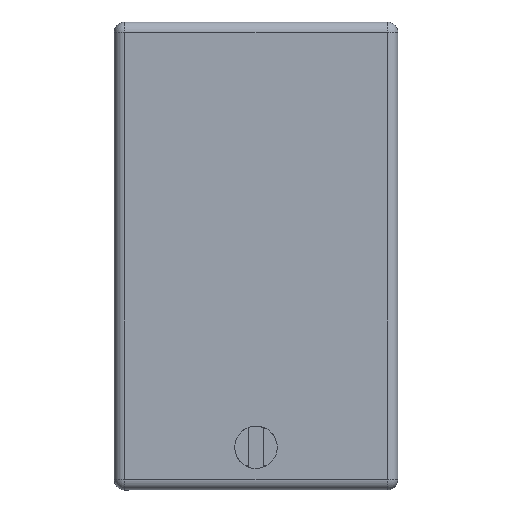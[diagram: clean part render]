
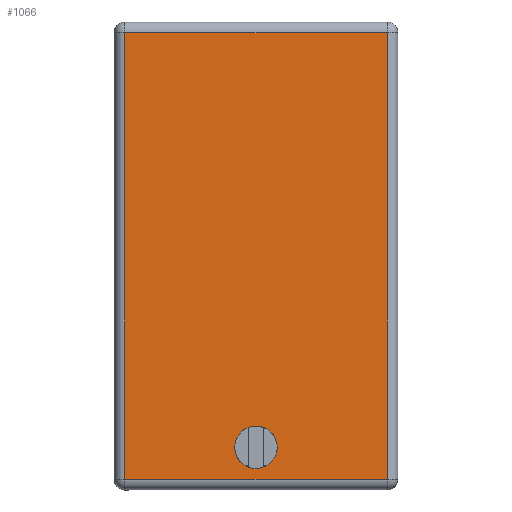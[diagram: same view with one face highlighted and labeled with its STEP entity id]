
A CAD part, top view. The second image highlights one B-rep face of the part: STEP entity #1066.
In plain terms, the highlighted planar face has unit normal (0, 0, 1).
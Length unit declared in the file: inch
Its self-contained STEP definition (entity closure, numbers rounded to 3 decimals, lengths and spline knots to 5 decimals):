
#985=AXIS2_PLACEMENT_3D('Plane Axis2P3D',#982,#983,#984) ;
#185=CARTESIAN_POINT('Line Origine',(1.25,-1.96875,0.4375)) ;
#189=CARTESIAN_POINT('Vertex',(1.15625,-1.96875,0.4375)) ;
#191=CARTESIAN_POINT('Vertex',(-1.15625,-1.96875,0.4375)) ;
#982=CARTESIAN_POINT('Axis2P3D Location',(-1.375,-2.26875,0.4375)) ;
#987=CARTESIAN_POINT('Line Origine',(1.15625,0.,0.4375)) ;
#991=CARTESIAN_POINT('Vertex',(1.15625,1.96875,0.4375)) ;
#994=CARTESIAN_POINT('Line Origine',(0.,1.96875,0.4375)) ;
#998=CARTESIAN_POINT('Vertex',(-1.15625,1.96875,0.4375)) ;
#1001=CARTESIAN_POINT('Line Origine',(-1.15625,0.,0.4375)) ;
#1013=CARTESIAN_POINT('Control Point',(-0.1875,-1.6875,0.4375)) ;
#1014=CARTESIAN_POINT('Control Point',(-0.1875,-1.66645,0.4375)) ;
#1015=CARTESIAN_POINT('Control Point',(-0.18455,-1.64541,0.4375)) ;
#1016=CARTESIAN_POINT('Control Point',(-0.17864,-1.62492,0.4375)) ;
#1017=CARTESIAN_POINT('Control Point',(-0.16124,-1.58614,0.4375)) ;
#1018=CARTESIAN_POINT('Control Point',(-0.13384,-1.55365,0.4375)) ;
#1019=CARTESIAN_POINT('Control Point',(-0.11793,-1.53944,0.4375)) ;
#1020=CARTESIAN_POINT('Control Point',(-0.08256,-1.51587,0.4375)) ;
#1021=CARTESIAN_POINT('Control Point',(-0.04207,-1.50295,0.4375)) ;
#1022=CARTESIAN_POINT('Control Point',(-0.02104,-1.49939,0.4375)) ;
#1023=CARTESIAN_POINT('Control Point',(0.02145,-1.49826,0.4375)) ;
#1024=CARTESIAN_POINT('Control Point',(0.0626,-1.50887,0.4375)) ;
#1025=CARTESIAN_POINT('Control Point',(0.0823,-1.51704,0.4375)) ;
#1026=CARTESIAN_POINT('Control Point',(0.11887,-1.5387,0.4375)) ;
#1027=CARTESIAN_POINT('Control Point',(0.14807,-1.56959,0.4375)) ;
#1028=CARTESIAN_POINT('Control Point',(0.1604,-1.58699,0.4375)) ;
#1029=CARTESIAN_POINT('Control Point',(0.17592,-1.61719,0.4375)) ;
#1030=CARTESIAN_POINT('Control Point',(0.18433,-1.64987,0.4375)) ;
#1031=CARTESIAN_POINT('Control Point',(0.18644,-1.66234,0.4375)) ;
#1032=CARTESIAN_POINT('Control Point',(0.1875,-1.67492,0.4375)) ;
#1033=CARTESIAN_POINT('Control Point',(0.1875,-1.6875,0.4375)) ;
#1034=CARTESIAN_POINT('Vertex',(-0.1875,-1.6875,0.4375)) ;
#1036=CARTESIAN_POINT('Vertex',(0.1875,-1.6875,0.4375)) ;
#1040=CARTESIAN_POINT('Control Point',(0.1875,-1.6875,0.4375)) ;
#1041=CARTESIAN_POINT('Control Point',(0.1875,-1.70855,0.4375)) ;
#1042=CARTESIAN_POINT('Control Point',(0.18455,-1.72959,0.4375)) ;
#1043=CARTESIAN_POINT('Control Point',(0.17864,-1.75008,0.4375)) ;
#1044=CARTESIAN_POINT('Control Point',(0.16124,-1.78886,0.4375)) ;
#1045=CARTESIAN_POINT('Control Point',(0.13384,-1.82135,0.4375)) ;
#1046=CARTESIAN_POINT('Control Point',(0.11793,-1.83556,0.4375)) ;
#1047=CARTESIAN_POINT('Control Point',(0.08256,-1.85913,0.4375)) ;
#1048=CARTESIAN_POINT('Control Point',(0.04207,-1.87205,0.4375)) ;
#1049=CARTESIAN_POINT('Control Point',(0.02104,-1.87561,0.4375)) ;
#1050=CARTESIAN_POINT('Control Point',(-0.02145,-1.87674,0.4375)) ;
#1051=CARTESIAN_POINT('Control Point',(-0.0626,-1.86613,0.4375)) ;
#1052=CARTESIAN_POINT('Control Point',(-0.0823,-1.85796,0.4375)) ;
#1053=CARTESIAN_POINT('Control Point',(-0.11887,-1.8363,0.4375)) ;
#1054=CARTESIAN_POINT('Control Point',(-0.14807,-1.80541,0.4375)) ;
#1055=CARTESIAN_POINT('Control Point',(-0.1604,-1.78801,0.4375)) ;
#1056=CARTESIAN_POINT('Control Point',(-0.17592,-1.75781,0.4375)) ;
#1057=CARTESIAN_POINT('Control Point',(-0.18433,-1.72513,0.4375)) ;
#1058=CARTESIAN_POINT('Control Point',(-0.18644,-1.71266,0.4375)) ;
#1059=CARTESIAN_POINT('Control Point',(-0.1875,-1.70008,0.4375)) ;
#1060=CARTESIAN_POINT('Control Point',(-0.1875,-1.6875,0.4375)) ;
#186=DIRECTION('Vector Direction',(-1.,0.,0.)) ;
#983=DIRECTION('Axis2P3D Direction',(0.,0.,1.)) ;
#984=DIRECTION('Axis2P3D XDirection',(1.,0.,0.)) ;
#988=DIRECTION('Vector Direction',(0.,-1.,0.)) ;
#995=DIRECTION('Vector Direction',(1.,0.,0.)) ;
#1002=DIRECTION('Vector Direction',(0.,1.,0.)) ;
#187=VECTOR('Line Direction',#186,0.03937) ;
#989=VECTOR('Line Direction',#988,0.03937) ;
#996=VECTOR('Line Direction',#995,0.03937) ;
#1003=VECTOR('Line Direction',#1002,0.03937) ;
#1007=ORIENTED_EDGE('',*,*,#193,.F.) ;
#1008=ORIENTED_EDGE('',*,*,#993,.F.) ;
#1009=ORIENTED_EDGE('',*,*,#1000,.F.) ;
#1010=ORIENTED_EDGE('',*,*,#1005,.F.) ;
#1063=ORIENTED_EDGE('',*,*,#1038,.T.) ;
#1064=ORIENTED_EDGE('',*,*,#1061,.T.) ;
#1065=FACE_BOUND('',#1062,.T.) ;
#1066=ADVANCED_FACE('NONE',(#1011,#1065),#986,.T.) ;
#1012=B_SPLINE_CURVE_WITH_KNOTS('',5,(#1013,#1014,#1015,#1016,#1017,#1018,#1019,#1020,#1021,#1022,#1023,#1024,#1025,#1026,#1027,#1028,#1029,#1030,#1031,#1032,#1033),.UNSPECIFIED.,.F.,.U.,(6,3,3,3,3,3,6),(0.,3.77981,7.55963,11.33944,15.11926,18.89907,21.15889),.UNSPECIFIED.) ;
#1039=B_SPLINE_CURVE_WITH_KNOTS('',5,(#1040,#1041,#1042,#1043,#1044,#1045,#1046,#1047,#1048,#1049,#1050,#1051,#1052,#1053,#1054,#1055,#1056,#1057,#1058,#1059,#1060),.UNSPECIFIED.,.F.,.U.,(6,3,3,3,3,3,6),(0.,3.77981,7.55963,11.33944,15.11926,18.89907,21.15889),.UNSPECIFIED.) ;
#193=EDGE_CURVE('',#190,#192,#188,.T.) ;
#993=EDGE_CURVE('',#992,#190,#990,.T.) ;
#1000=EDGE_CURVE('',#999,#992,#997,.T.) ;
#1005=EDGE_CURVE('',#192,#999,#1004,.T.) ;
#1038=EDGE_CURVE('',#1035,#1037,#1012,.T.) ;
#1061=EDGE_CURVE('',#1037,#1035,#1039,.T.) ;
#1006=EDGE_LOOP('',(#1007,#1008,#1009,#1010)) ;
#1062=EDGE_LOOP('',(#1063,#1064)) ;
#1011=FACE_OUTER_BOUND('',#1006,.T.) ;
#188=LINE('Line',#185,#187) ;
#990=LINE('Line',#987,#989) ;
#997=LINE('Line',#994,#996) ;
#1004=LINE('Line',#1001,#1003) ;
#986=PLANE('',#985) ;
#190=VERTEX_POINT('',#189) ;
#192=VERTEX_POINT('',#191) ;
#992=VERTEX_POINT('',#991) ;
#999=VERTEX_POINT('',#998) ;
#1035=VERTEX_POINT('',#1034) ;
#1037=VERTEX_POINT('',#1036) ;
